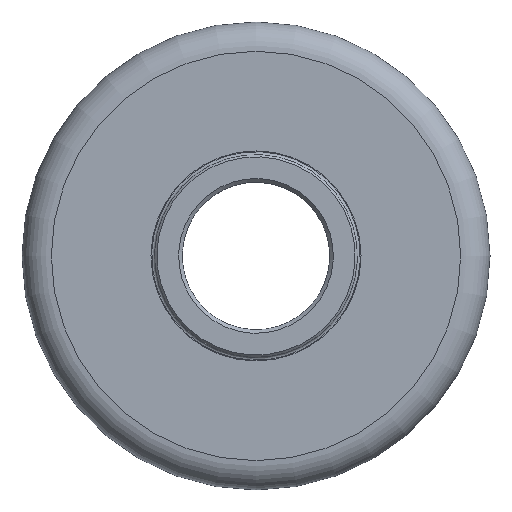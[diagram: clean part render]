
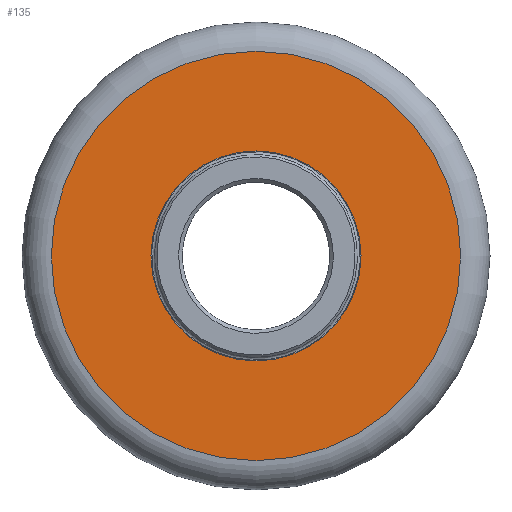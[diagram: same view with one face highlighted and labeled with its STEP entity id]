
A CAD part, top view. The second image highlights one B-rep face of the part: STEP entity #135.
In plain terms, the highlighted planar face has unit normal (0, 0, 1).
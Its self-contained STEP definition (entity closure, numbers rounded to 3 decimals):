
#120=PLANE('',#367);
#135=ADVANCED_FACE('',(#166,#167),#120,.F.);
#166=FACE_BOUND('',#210,.T.);
#167=FACE_BOUND('',#211,.T.);
#210=EDGE_LOOP('',(#254));
#211=EDGE_LOOP('',(#255));
#254=ORIENTED_EDGE('',*,*,#318,.F.);
#255=ORIENTED_EDGE('',*,*,#317,.T.);
#295=VERTEX_POINT('',#503);
#296=VERTEX_POINT('',#506);
#317=EDGE_CURVE('',#295,#295,#339,.T.);
#318=EDGE_CURVE('',#296,#296,#340,.T.);
#339=CIRCLE('',#364,55.55);
#340=CIRCLE('',#366,28.5);
#364=AXIS2_PLACEMENT_3D('',#502,#415,#416);
#366=AXIS2_PLACEMENT_3D('',#505,#419,#420);
#367=AXIS2_PLACEMENT_3D('',#507,#421,#422);
#415=DIRECTION('',(0.,0.,1.));
#416=DIRECTION('',(1.,0.,0.));
#419=DIRECTION('',(0.,0.,1.));
#420=DIRECTION('',(1.,0.,0.));
#421=DIRECTION('',(0.,0.,-1.));
#422=DIRECTION('',(-1.,0.,0.));
#502=CARTESIAN_POINT('',(0.,0.,-1.25));
#503=CARTESIAN_POINT('',(55.55,0.,-1.25));
#505=CARTESIAN_POINT('',(0.,0.,-1.25));
#506=CARTESIAN_POINT('',(28.5,0.,-1.25));
#507=CARTESIAN_POINT('',(-55.55,0.,-1.25));
